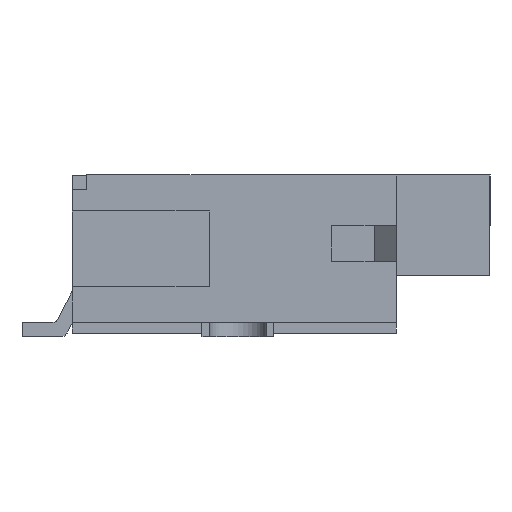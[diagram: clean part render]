
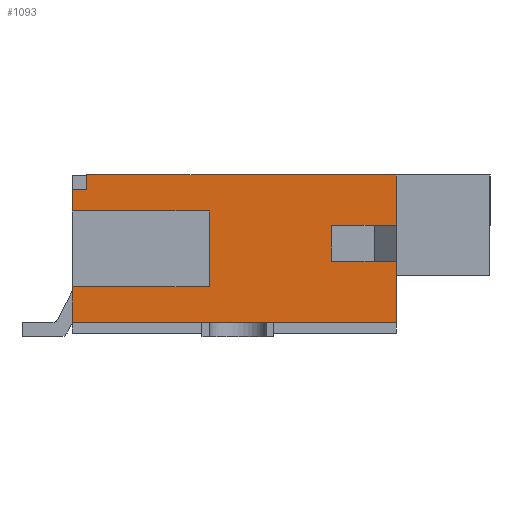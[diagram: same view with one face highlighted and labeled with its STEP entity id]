
A CAD part, left-side view. The second image highlights one B-rep face of the part: STEP entity #1093.
In plain terms, the highlighted planar face has unit normal (-1, 0, 0).
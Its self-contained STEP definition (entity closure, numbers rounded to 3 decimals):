
#1093 = ADVANCED_FACE( '', ( #2283 ), #2284, .T. );
#2283 = FACE_OUTER_BOUND( '', #3686, .T. );
#2284 = PLANE( '', #3687 );
#3686 = EDGE_LOOP( '', ( #6143, #6144, #6145, #6146, #6147, #6148, #6149, #6150, #6151, #6152, #6153, #6154, #6155, #6156 ) );
#3687 = AXIS2_PLACEMENT_3D( '', #6157, #6158, #6159 );
#6143 = ORIENTED_EDGE( '', *, *, #10246, .T. );
#6144 = ORIENTED_EDGE( '', *, *, #10759, .T. );
#6145 = ORIENTED_EDGE( '', *, *, #10760, .T. );
#6146 = ORIENTED_EDGE( '', *, *, #10341, .F. );
#6147 = ORIENTED_EDGE( '', *, *, #10761, .T. );
#6148 = ORIENTED_EDGE( '', *, *, #10762, .T. );
#6149 = ORIENTED_EDGE( '', *, *, #10763, .T. );
#6150 = ORIENTED_EDGE( '', *, *, #10764, .F. );
#6151 = ORIENTED_EDGE( '', *, *, #10424, .T. );
#6152 = ORIENTED_EDGE( '', *, *, #10765, .T. );
#6153 = ORIENTED_EDGE( '', *, *, #10766, .T. );
#6154 = ORIENTED_EDGE( '', *, *, #10344, .T. );
#6155 = ORIENTED_EDGE( '', *, *, #10767, .T. );
#6156 = ORIENTED_EDGE( '', *, *, #9907, .T. );
#6157 = CARTESIAN_POINT( '', ( -9.05, 0., 0. ) );
#6158 = DIRECTION( '', ( -1., 0., 0. ) );
#6159 = DIRECTION( '', ( 0., 0., 1. ) );
#9907 = EDGE_CURVE( '', #12088, #12086, #12089, .T. );
#10246 = EDGE_CURVE( '', #12086, #12706, #12708, .T. );
#10341 = EDGE_CURVE( '', #12865, #12861, #12867, .T. );
#10344 = EDGE_CURVE( '', #12871, #12869, #12872, .T. );
#10424 = EDGE_CURVE( '', #12999, #12997, #13000, .T. );
#10759 = EDGE_CURVE( '', #12706, #13556, #13557, .T. );
#10760 = EDGE_CURVE( '', #13556, #12861, #13558, .T. );
#10761 = EDGE_CURVE( '', #12865, #13559, #13560, .T. );
#10762 = EDGE_CURVE( '', #13559, #13561, #13562, .T. );
#10763 = EDGE_CURVE( '', #13561, #13563, #13564, .T. );
#10764 = EDGE_CURVE( '', #12999, #13563, #13565, .T. );
#10765 = EDGE_CURVE( '', #12997, #13566, #13567, .T. );
#10766 = EDGE_CURVE( '', #13566, #12871, #13568, .T. );
#10767 = EDGE_CURVE( '', #12869, #12088, #13569, .T. );
#12086 = VERTEX_POINT( '', #15327 );
#12088 = VERTEX_POINT( '', #15330 );
#12089 = LINE( '', #15331, #15332 );
#12706 = VERTEX_POINT( '', #16187 );
#12708 = LINE( '', #16190, #16191 );
#12861 = VERTEX_POINT( '', #16414 );
#12865 = VERTEX_POINT( '', #16420 );
#12867 = LINE( '', #16423, #16424 );
#12869 = VERTEX_POINT( '', #16426 );
#12871 = VERTEX_POINT( '', #16429 );
#12872 = LINE( '', #16430, #16431 );
#12997 = VERTEX_POINT( '', #16615 );
#12999 = VERTEX_POINT( '', #16618 );
#13000 = LINE( '', #16619, #16620 );
#13556 = VERTEX_POINT( '', #17445 );
#13557 = LINE( '', #17446, #17447 );
#13558 = LINE( '', #17448, #17449 );
#13559 = VERTEX_POINT( '', #17450 );
#13560 = LINE( '', #17451, #17452 );
#13561 = VERTEX_POINT( '', #17453 );
#13562 = LINE( '', #17454, #17455 );
#13563 = VERTEX_POINT( '', #17456 );
#13564 = LINE( '', #17457, #17458 );
#13565 = LINE( '', #17459, #17460 );
#13566 = VERTEX_POINT( '', #17461 );
#13567 = LINE( '', #17462, #17463 );
#13568 = LINE( '', #17464, #17465 );
#13569 = LINE( '', #17466, #17467 );
#15327 = CARTESIAN_POINT( '', ( -9.05, 2.05, 1.1 ) );
#15330 = CARTESIAN_POINT( '', ( -9.05, -2.25, 1.1 ) );
#15331 = CARTESIAN_POINT( '', ( -9.05, -2.25, 1.1 ) );
#15332 = VECTOR( '', #19854, 1000. );
#16187 = CARTESIAN_POINT( '', ( -9.05, 2.05, 0.9 ) );
#16190 = CARTESIAN_POINT( '', ( -9.05, 2.05, 0. ) );
#16191 = VECTOR( '', #20292, 1000. );
#16414 = CARTESIAN_POINT( '', ( -9.05, 2.25, 0.6 ) );
#16420 = CARTESIAN_POINT( '', ( -9.05, 0.35, 0.6 ) );
#16423 = CARTESIAN_POINT( '', ( -9.05, 0.35, 0.6 ) );
#16424 = VECTOR( '', #20375, 1000. );
#16426 = CARTESIAN_POINT( '', ( -9.05, -2.25, 0.4 ) );
#16429 = CARTESIAN_POINT( '', ( -9.05, -1.35, 0.4 ) );
#16430 = CARTESIAN_POINT( '', ( -9.05, -1.35, 0.4 ) );
#16431 = VECTOR( '', #20377, 1000. );
#16615 = CARTESIAN_POINT( '', ( -9.05, -2.25, -0.1 ) );
#16618 = CARTESIAN_POINT( '', ( -9.05, -2.25, -0.95 ) );
#16619 = CARTESIAN_POINT( '', ( -9.05, -2.25, -1.1 ) );
#16620 = VECTOR( '', #20447, 1000. );
#17445 = CARTESIAN_POINT( '', ( -9.05, 2.25, 0.9 ) );
#17446 = CARTESIAN_POINT( '', ( -9.05, 0., 0.9 ) );
#17447 = VECTOR( '', #20759, 1000. );
#17448 = CARTESIAN_POINT( '', ( -9.05, 2.25, 1.1 ) );
#17449 = VECTOR( '', #20760, 1000. );
#17450 = CARTESIAN_POINT( '', ( -9.05, 0.35, -0.45 ) );
#17451 = CARTESIAN_POINT( '', ( -9.05, 0.35, 0.6 ) );
#17452 = VECTOR( '', #20761, 1000. );
#17453 = CARTESIAN_POINT( '', ( -9.05, 2.25, -0.45 ) );
#17454 = CARTESIAN_POINT( '', ( -9.05, 0.35, -0.45 ) );
#17455 = VECTOR( '', #20762, 1000. );
#17456 = CARTESIAN_POINT( '', ( -9.05, 2.25, -0.95 ) );
#17457 = CARTESIAN_POINT( '', ( -9.05, 2.25, 1.1 ) );
#17458 = VECTOR( '', #20763, 1000. );
#17459 = CARTESIAN_POINT( '', ( -9.05, -2.25, -0.95 ) );
#17460 = VECTOR( '', #20764, 1000. );
#17461 = CARTESIAN_POINT( '', ( -9.05, -1.35, -0.1 ) );
#17462 = CARTESIAN_POINT( '', ( -9.05, -2.25, -0.1 ) );
#17463 = VECTOR( '', #20765, 1000. );
#17464 = CARTESIAN_POINT( '', ( -9.05, -1.35, -0.1 ) );
#17465 = VECTOR( '', #20766, 1000. );
#17466 = CARTESIAN_POINT( '', ( -9.05, -2.25, -1.1 ) );
#17467 = VECTOR( '', #20767, 1000. );
#19854 = DIRECTION( '', ( 0., 1., 0. ) );
#20292 = DIRECTION( '', ( 0., 0., -1. ) );
#20375 = DIRECTION( '', ( 0., 1., 0. ) );
#20377 = DIRECTION( '', ( 0., -1., 0. ) );
#20447 = DIRECTION( '', ( 0., 0., 1. ) );
#20759 = DIRECTION( '', ( 0., 1., 0. ) );
#20760 = DIRECTION( '', ( 0., 0., -1. ) );
#20761 = DIRECTION( '', ( 0., 0., -1. ) );
#20762 = DIRECTION( '', ( 0., 1., 0. ) );
#20763 = DIRECTION( '', ( 0., 0., -1. ) );
#20764 = DIRECTION( '', ( 0., 1., 0. ) );
#20765 = DIRECTION( '', ( 0., 1., 0. ) );
#20766 = DIRECTION( '', ( 0., 0., 1. ) );
#20767 = DIRECTION( '', ( 0., 0., 1. ) );
